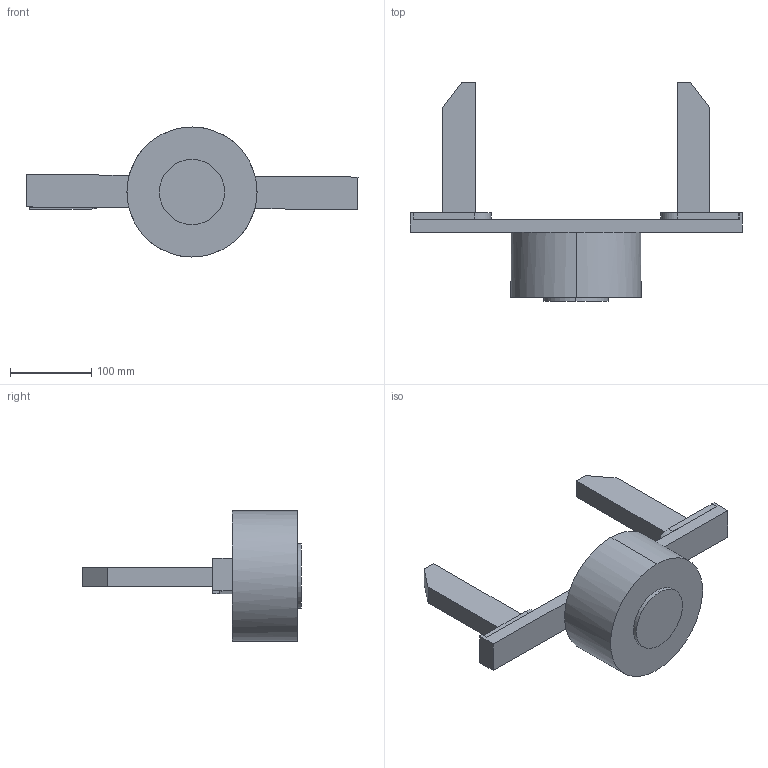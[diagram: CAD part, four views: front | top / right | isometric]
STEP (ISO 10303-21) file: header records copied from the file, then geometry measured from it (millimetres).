
FILE_DESCRIPTION (( 'STEP AP203' ), '1' );
FILE_NAME ('Gripper_Default_sldprt.STEP', '2024-02-10T19:29:20', ( '' ), ( '' ), 'SwSTEP 2.0', 'SolidWorks 2023', '' );
FILE_SCHEMA (( 'CONFIG_CONTROL_DESIGN' ));
Length unit declared in the file: millimetre
Products named in the file (1): Gripper_Default_sldprt
Bounding box: 408.3 x 269 x 160 mm (x, y, z)
Volume: 2237535.6 mm3; surface area: 183840.4 mm2
Topology: 3 solids, 3 shells, 69 faces, 175 edges, 115 vertices
Faces by surface type: plane 63, cylinder 6
Entity records: 2118 total; most frequent: CARTESIAN_POINT 360, ORIENTED_EDGE 350, DIRECTION 331, EDGE_CURVE 175, VECTOR 159, LINE 159, VERTEX_POINT 115, AXIS2_PLACEMENT_3D 86
